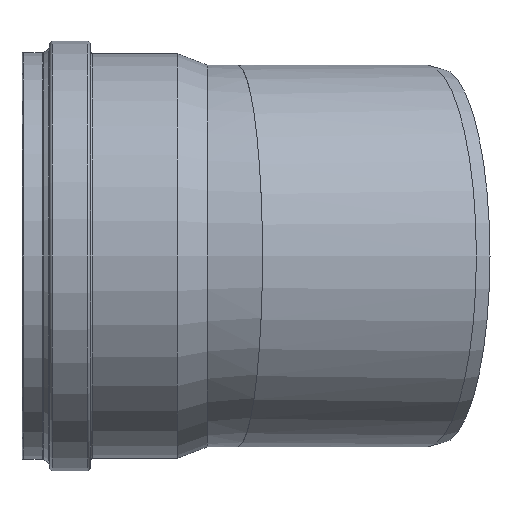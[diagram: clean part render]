
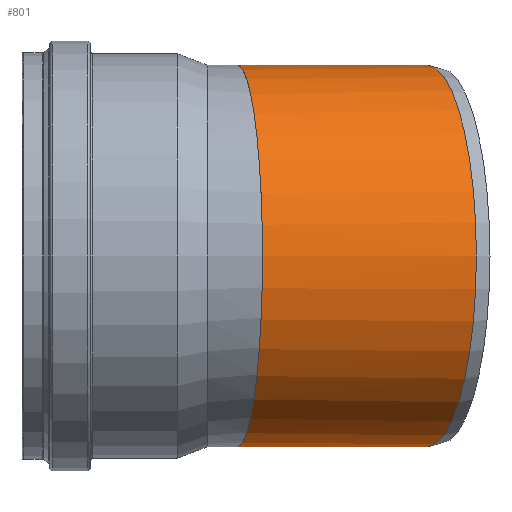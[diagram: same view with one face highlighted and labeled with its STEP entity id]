
A CAD part, front view. The second image highlights one B-rep face of the part: STEP entity #801.
In plain terms, the highlighted cylindrical face has radius 251 mm (diameter 502 mm), a full revolution.
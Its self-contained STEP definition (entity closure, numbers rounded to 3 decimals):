
#35=CYLINDRICAL_SURFACE('',#994,251.);
#54=LINE('',#1571,#74);
#74=VECTOR('',#1303,251.);
#184=CIRCLE('',#995,251.);
#185=CIRCLE('',#996,251.);
#240=FACE_OUTER_BOUND('',#280,.T.);
#280=EDGE_LOOP('',(#744,#745,#746,#747,#748));
#287=ELLIPSE('',#992,253.166,251.);
#375=VERTEX_POINT('',#1562);
#377=VERTEX_POINT('',#1567);
#378=VERTEX_POINT('',#1568);
#499=EDGE_CURVE('',#375,#375,#287,.T.);
#501=EDGE_CURVE('',#377,#378,#184,.T.);
#502=EDGE_CURVE('',#378,#377,#185,.T.);
#503=EDGE_CURVE('',#378,#375,#54,.T.);
#744=ORIENTED_EDGE('',*,*,#501,.F.);
#745=ORIENTED_EDGE('',*,*,#502,.F.);
#746=ORIENTED_EDGE('',*,*,#503,.T.);
#747=ORIENTED_EDGE('',*,*,#499,.T.);
#748=ORIENTED_EDGE('',*,*,#503,.F.);
#801=ADVANCED_FACE('',(#240),#35,.T.);
#992=AXIS2_PLACEMENT_3D('',#1563,#1293,#1294);
#994=AXIS2_PLACEMENT_3D('',#1566,#1297,#1298);
#995=AXIS2_PLACEMENT_3D('',#1569,#1299,#1300);
#996=AXIS2_PLACEMENT_3D('',#1570,#1301,#1302);
#1293=DIRECTION('center_axis',(-0.131,-0.991,0.));
#1294=DIRECTION('ref_axis',(0.991,-0.131,0.));
#1297=DIRECTION('center_axis',(0.,-1.,0.));
#1298=DIRECTION('ref_axis',(1.,0.,0.));
#1299=DIRECTION('center_axis',(0.,-1.,0.));
#1300=DIRECTION('ref_axis',(1.,0.,0.));
#1301=DIRECTION('center_axis',(0.,-1.,0.));
#1302=DIRECTION('ref_axis',(1.,0.,0.));
#1303=DIRECTION('',(0.,1.,0.));
#1562=CARTESIAN_POINT('',(-251.,311.09,0.));
#1563=CARTESIAN_POINT('Origin',(0.,278.045,0.));
#1566=CARTESIAN_POINT('Origin',(0.,210.,0.));
#1567=CARTESIAN_POINT('',(251.,20.,0.));
#1568=CARTESIAN_POINT('',(-251.,20.,0.));
#1569=CARTESIAN_POINT('Origin',(0.,20.,0.));
#1570=CARTESIAN_POINT('Origin',(0.,20.,0.));
#1571=CARTESIAN_POINT('',(-251.,210.,0.));
